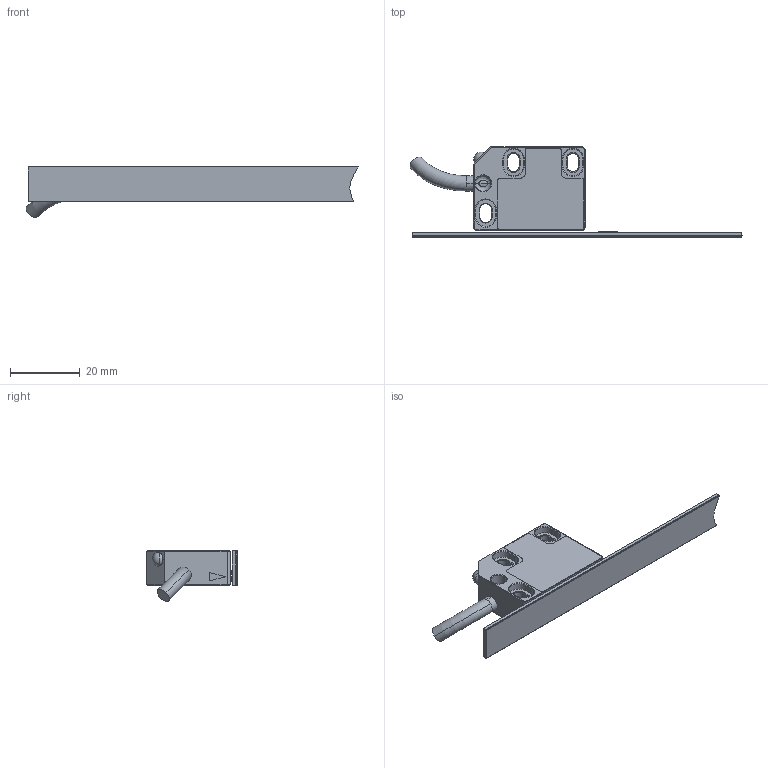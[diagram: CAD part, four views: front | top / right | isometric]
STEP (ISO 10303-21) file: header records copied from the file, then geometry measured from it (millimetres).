
FILE_DESCRIPTION (( 'STEP AP203' ), '1' );
FILE_NAME ('LM10-assembly.STEP', '2009-05-19T09:39:48', ( 'RLS D.O.O.' ), ( 'RLS D.O.O.' ), 'SwSTEP 2.0', 'SolidWorks 2009', '' );
FILE_SCHEMA (( 'CONFIG_CONTROL_DESIGN' ));
Length unit declared in the file: millimetre
Products named in the file (3): magnetic-tape-MS10; LM10-reading-head; LM10-assembly
Assembly tree (2 placements, depth 2):
  LM10-assembly
    magnetic-tape-MS10
    LM10-reading-head
Bounding box: 95.09 x 25.9 x 14.57 mm (x, y, z)
Volume: 8345.2 mm3; surface area: 5445.9 mm2
Topology: 2 solids, 2 shells, 201 faces, 478 edges, 294 vertices
Faces by surface type: plane 120, cylinder 40, cone 34, bspline 3, torus 2, sphere 2
Entity records: 6316 total; most frequent: CARTESIAN_POINT 1336, DIRECTION 982, ORIENTED_EDGE 952, EDGE_CURVE 476, LINE 342, VECTOR 342, AXIS2_PLACEMENT_3D 320, VERTEX_POINT 293
